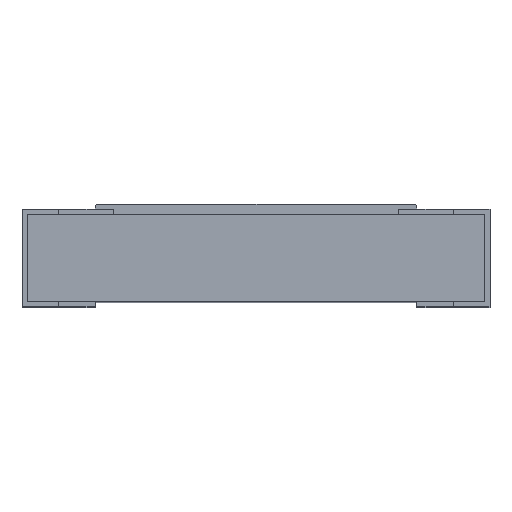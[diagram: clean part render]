
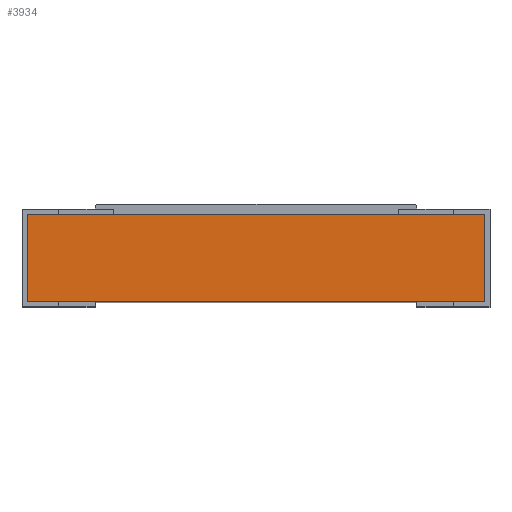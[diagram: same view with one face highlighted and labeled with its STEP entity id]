
A CAD part, top view. The second image highlights one B-rep face of the part: STEP entity #3934.
In plain terms, the highlighted face is planar.
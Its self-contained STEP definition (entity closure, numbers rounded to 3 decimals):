
#38 = DIRECTION ( 'NONE',  ( -1., 0., 0. ) ) ;
#47 = CARTESIAN_POINT ( 'NONE',  ( 2.54, 6.597, 1.565 ) ) ;
#115 = EDGE_CURVE ( 'NONE', #5598, #1967, #3286, .T. ) ;
#407 = CARTESIAN_POINT ( 'NONE',  ( 2.54, 0.035, -1.565 ) ) ;
#415 = CARTESIAN_POINT ( 'NONE',  ( 2.54, 0.035, 1.565 ) ) ;
#629 = AXIS2_PLACEMENT_3D ( 'NONE', #5601, #38, #5575 ) ;
#811 = VECTOR ( 'NONE', #2479, 1000. ) ;
#861 = CARTESIAN_POINT ( 'NONE',  ( 2.54, 0.035, 1.565 ) ) ;
#879 = LINE ( 'NONE', #47, #5098 ) ;
#916 = ORIENTED_EDGE ( 'NONE', *, *, #5696, .F. ) ;
#936 = DIRECTION ( 'NONE',  ( 0., 0., -1. ) ) ;
#1065 = CARTESIAN_POINT ( 'NONE',  ( 2.54, 6.597, -1.565 ) ) ;
#1129 = VERTEX_POINT ( 'NONE', #3175 ) ;
#1396 = VECTOR ( 'NONE', #4152, 1000. ) ;
#1945 = PLANE ( 'NONE',  #629 ) ;
#1967 = VERTEX_POINT ( 'NONE', #407 ) ;
#2411 = ORIENTED_EDGE ( 'NONE', *, *, #3914, .F. ) ;
#2433 = EDGE_LOOP ( 'NONE', ( #2411, #5600, #5398, #916 ) ) ;
#2479 = DIRECTION ( 'NONE',  ( 0., -1., 0. ) ) ;
#2850 = EDGE_CURVE ( 'NONE', #2991, #5598, #879, .T. ) ;
#2991 = VERTEX_POINT ( 'NONE', #5097 ) ;
#3175 = CARTESIAN_POINT ( 'NONE',  ( 2.54, 0.63, -1.565 ) ) ;
#3286 = LINE ( 'NONE', #415, #1396 ) ;
#3488 = VECTOR ( 'NONE', #936, 1000. ) ;
#3768 = FACE_OUTER_BOUND ( 'NONE', #2433, .T. ) ;
#3784 = LINE ( 'NONE', #1065, #811 ) ;
#3914 = EDGE_CURVE ( 'NONE', #2991, #1129, #5004, .T. ) ;
#3934 = ADVANCED_FACE ( 'NONE', ( #3768 ), #1945, .F. ) ;
#4152 = DIRECTION ( 'NONE',  ( 0., 0., -1. ) ) ;
#4923 = DIRECTION ( 'NONE',  ( 0., -1., 0. ) ) ;
#5004 = LINE ( 'NONE', #5485, #3488 ) ;
#5097 = CARTESIAN_POINT ( 'NONE',  ( 2.54, 0.63, 1.565 ) ) ;
#5098 = VECTOR ( 'NONE', #4923, 1000. ) ;
#5398 = ORIENTED_EDGE ( 'NONE', *, *, #115, .T. ) ;
#5485 = CARTESIAN_POINT ( 'NONE',  ( 2.54, 0.63, 1.565 ) ) ;
#5575 = DIRECTION ( 'NONE',  ( 0., 0., 1. ) ) ;
#5598 = VERTEX_POINT ( 'NONE', #861 ) ;
#5600 = ORIENTED_EDGE ( 'NONE', *, *, #2850, .T. ) ;
#5601 = CARTESIAN_POINT ( 'NONE',  ( 2.54, 6.597, 1.565 ) ) ;
#5696 = EDGE_CURVE ( 'NONE', #1129, #1967, #3784, .T. ) ;
